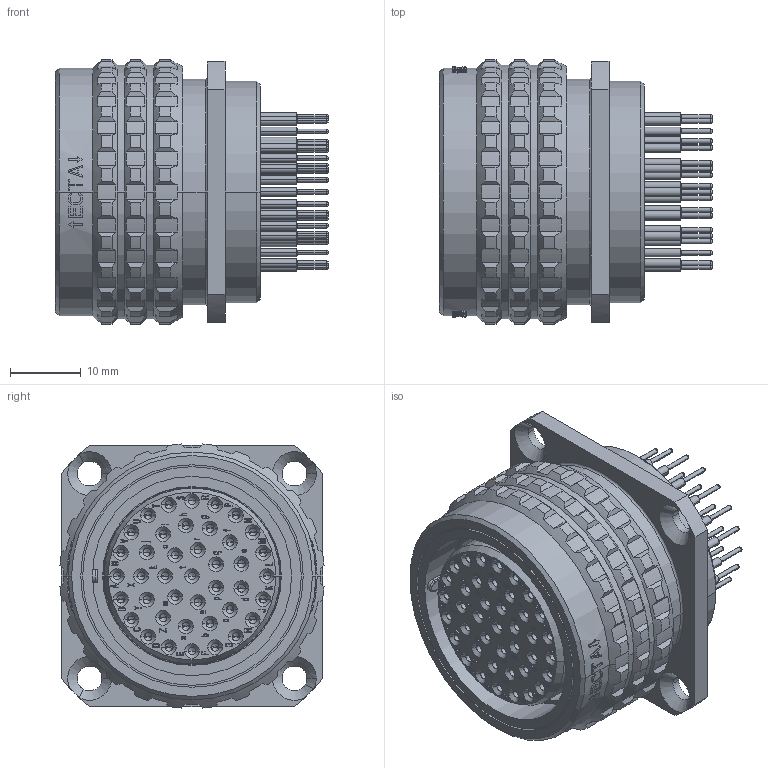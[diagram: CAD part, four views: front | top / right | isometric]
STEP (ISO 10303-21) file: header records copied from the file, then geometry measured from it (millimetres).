
FILE_DESCRIPTION((''),'2;1');
FILE_NAME('1332MESV541FY','2024-08-02T10:50:37',('paultorloting'),('NET AG system integration'),'CREO PARAMETRIC BY PTC INC, 2021404','CREO PARAMETRIC BY PTC INC, 2021404','');
FILE_SCHEMA(('AUTOMOTIVE_DESIGN { 1 0 10303 214 1 1 1 1 }'));
Products named in the file (1): 1332MESV541FY
Bounding box: 38.65 x 37.38 x 37.38 mm (x, y, z)
Volume: 20431.8 mm3; surface area: 22469.4 mm2
Topology: 1 solids, 2 shells, 3712 faces, 10457 edges, 6800 vertices
Faces by surface type: plane 2224, cylinder 887, torus 293, cone 214, bspline 82, sphere 12
Entity records: 145175 total; most frequent: CARTESIAN_POINT 31820, ORIENTED_EDGE 20746, DIRECTION 20053, EDGE_CURVE 10373, AXIS2_PLACEMENT_3D 6976, VERTEX_POINT 6800, VECTOR 6098, LINE 6098
